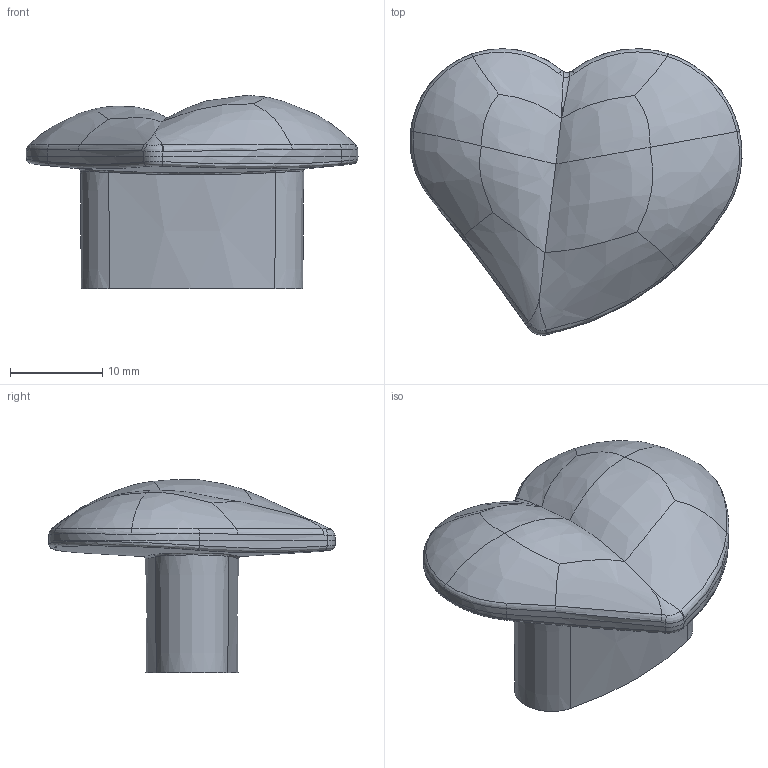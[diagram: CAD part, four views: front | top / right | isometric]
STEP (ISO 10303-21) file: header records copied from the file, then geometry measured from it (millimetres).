
FILE_DESCRIPTION(('Creo Elements/Direct Modeling STEP Export'),'2;1');
FILE_NAME('01006-36.stp','2024-04-17T11:32:21',(''),(''),'Creo Elements/Direct Modeling STEP processor for AP214 (Solid Model)','Creo Elements/Direct Modeling 20.0 12-Nov-2016 (C) Parametric Technology GmbH','');
FILE_SCHEMA(('AUTOMOTIVE_DESIGN { 1 0 10303 214 1 1 1 1 }'));
Length unit declared in the file: millimetre
Products named in the file (1): hard
Bounding box: 35.99 x 31.08 x 20.96 mm (x, y, z)
Volume: 5799.5 mm3; surface area: 3421.7 mm2
Topology: 1 solids, 1 shells, 90 faces, 203 edges, 116 vertices
Faces by surface type: bspline 56, cone 20, cylinder 4, plane 4, torus 4, sphere 2
Entity records: 10615 total; most frequent: CARTESIAN_POINT 9176, ORIENTED_EDGE 402, EDGE_CURVE 201, DIRECTION 136, VERTEX_POINT 116, B_SPLINE_CURVE_WITH_KNOTS 113, EDGE_LOOP 93, FACE_OUTER_BOUND 90
